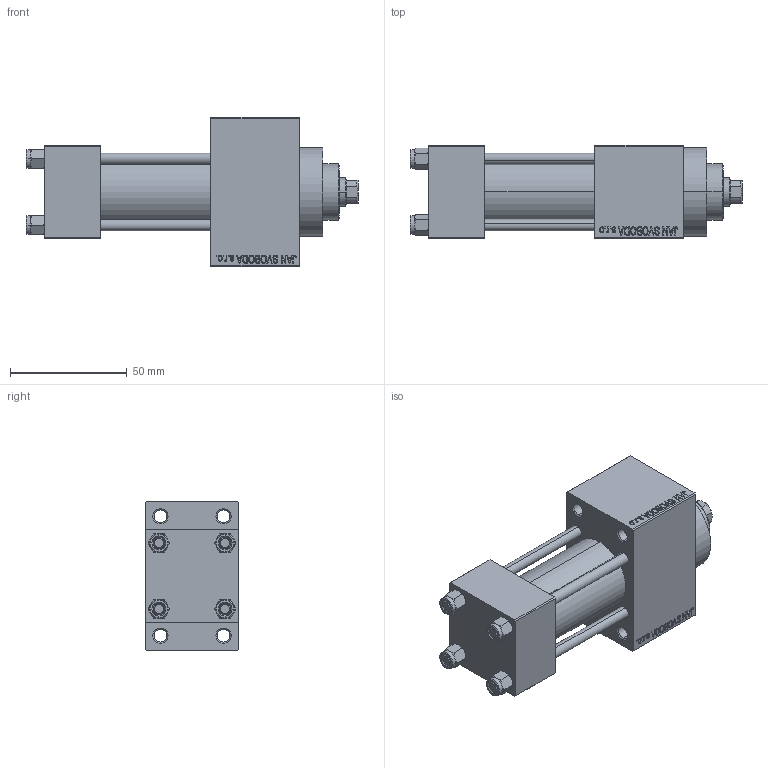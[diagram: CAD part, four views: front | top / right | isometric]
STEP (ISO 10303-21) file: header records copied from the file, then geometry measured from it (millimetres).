
FILE_DESCRIPTION (( 'STEP AP203' ), '1' );
FILE_NAME ('e7b9.STEP', '2022-05-31T14:09:58', ( '' ), ( '' ), 'SwSTEP 2.0', 'SolidWorks 2019', '' );
FILE_SCHEMA (( 'CONFIG_CONTROL_DESIGN' ));
Length unit declared in the file: millimetre
Products named in the file (6): V215CR_D_Body 05e0122158e2311813b83d12f8a8ba47; NUT_M5_D 05e0122158e2311813b83d12f8a8ba47; V215CR_VCP_D 05e0122158e2311813b83d12f8a8ba47; e7b9; V215CR_D_TYCINKA 05e0122158e2311813b83d12f8a8ba47; V215_VC_A 05e0122158e2311813b83d12f8a8ba47
Assembly tree (11 placements, depth 2):
  e7b9
    V215CR_D_Body 05e0122158e2311813b83d12f8a8ba47
    V215CR_VCP_D 05e0122158e2311813b83d12f8a8ba47
    NUT_M5_D 05e0122158e2311813b83d12f8a8ba47  x4
    V215CR_D_TYCINKA 05e0122158e2311813b83d12f8a8ba47  x4
    V215_VC_A 05e0122158e2311813b83d12f8a8ba47
Bounding box: 142 x 40 x 64 mm (x, y, z)
Volume: 175076.2 mm3; surface area: 61663.2 mm2
Topology: 11 solids, 11 shells, 1111 faces, 2756 edges, 1779 vertices
Faces by surface type: plane 498, bspline 368, cone 144, cylinder 93, torus 8
Entity records: 47308 total; most frequent: CARTESIAN_POINT 25065, ORIENTED_EDGE 5004, DIRECTION 3224, EDGE_CURVE 2502, VERTEX_POINT 1635, LINE 1504, VECTOR 1504, EDGE_LOOP 1123
